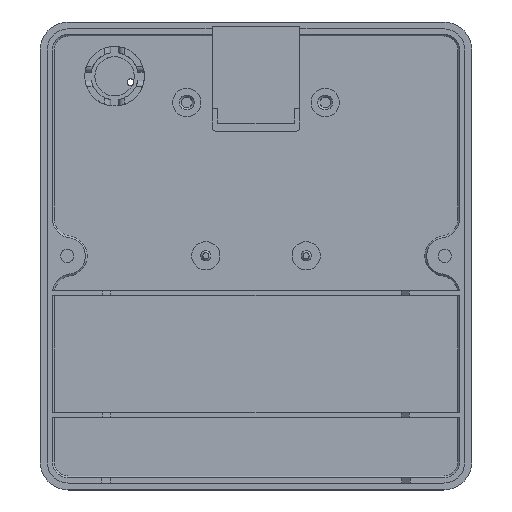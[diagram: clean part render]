
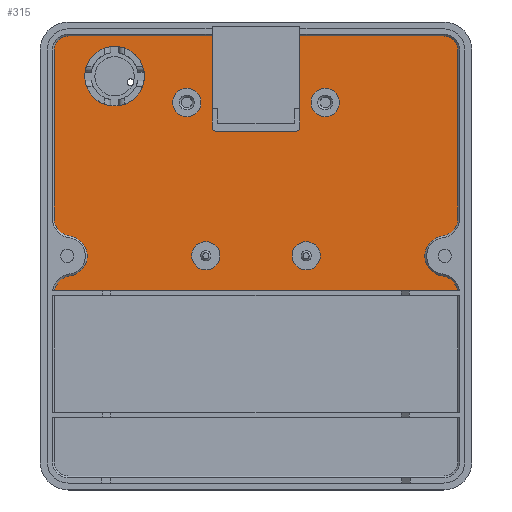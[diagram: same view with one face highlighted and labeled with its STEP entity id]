
A CAD part, top view. The second image highlights one B-rep face of the part: STEP entity #315.
In plain terms, the highlighted planar face has unit normal (0, 0, 1).
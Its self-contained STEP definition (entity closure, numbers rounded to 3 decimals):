
#315=ADVANCED_FACE('',(#1221,#1222,#1223,#1224,#1225,#1226),#506,.T.);
#506=PLANE('',#3494);
#669=LINE('',#5022,#972);
#670=LINE('',#5031,#973);
#671=LINE('',#5035,#974);
#672=LINE('',#5037,#975);
#673=LINE('',#5039,#976);
#674=LINE('',#5043,#977);
#675=LINE('',#5047,#978);
#676=LINE('',#5049,#979);
#677=LINE('',#5051,#980);
#678=LINE('',#5055,#981);
#972=VECTOR('',#3967,1.);
#973=VECTOR('',#3974,1.);
#974=VECTOR('',#3977,1.);
#975=VECTOR('',#3978,1.);
#976=VECTOR('',#3979,1.);
#977=VECTOR('',#3982,1.);
#978=VECTOR('',#3985,1.);
#979=VECTOR('',#3986,1.);
#980=VECTOR('',#3987,1.);
#981=VECTOR('',#3990,1.);
#1221=FACE_BOUND('',#1295,.T.);
#1222=FACE_BOUND('',#1296,.T.);
#1223=FACE_BOUND('',#1297,.T.);
#1224=FACE_BOUND('',#1298,.T.);
#1225=FACE_BOUND('',#1299,.T.);
#1226=FACE_BOUND('',#1300,.T.);
#1295=EDGE_LOOP('',(#1638));
#1296=EDGE_LOOP('',(#1639,#1640,#1641,#1642,#1643,#1644,#1645,#1646,#1647,
#1648,#1649,#1650,#1651,#1652,#1653,#1654,#1655,#1656,#1657,#1658));
#1297=EDGE_LOOP('',(#1659));
#1298=EDGE_LOOP('',(#1660));
#1299=EDGE_LOOP('',(#1661));
#1300=EDGE_LOOP('',(#1662));
#1638=ORIENTED_EDGE('',*,*,#2904,.F.);
#1639=ORIENTED_EDGE('',*,*,#2905,.T.);
#1640=ORIENTED_EDGE('',*,*,#2906,.T.);
#1641=ORIENTED_EDGE('',*,*,#2907,.T.);
#1642=ORIENTED_EDGE('',*,*,#2908,.T.);
#1643=ORIENTED_EDGE('',*,*,#2909,.T.);
#1644=ORIENTED_EDGE('',*,*,#2910,.T.);
#1645=ORIENTED_EDGE('',*,*,#2911,.T.);
#1646=ORIENTED_EDGE('',*,*,#2912,.F.);
#1647=ORIENTED_EDGE('',*,*,#2913,.T.);
#1648=ORIENTED_EDGE('',*,*,#2914,.T.);
#1649=ORIENTED_EDGE('',*,*,#2915,.T.);
#1650=ORIENTED_EDGE('',*,*,#2916,.T.);
#1651=ORIENTED_EDGE('',*,*,#2917,.T.);
#1652=ORIENTED_EDGE('',*,*,#2918,.F.);
#1653=ORIENTED_EDGE('',*,*,#2919,.T.);
#1654=ORIENTED_EDGE('',*,*,#2920,.T.);
#1655=ORIENTED_EDGE('',*,*,#2921,.T.);
#1656=ORIENTED_EDGE('',*,*,#2922,.T.);
#1657=ORIENTED_EDGE('',*,*,#2923,.T.);
#1658=ORIENTED_EDGE('',*,*,#2924,.T.);
#1659=ORIENTED_EDGE('',*,*,#2925,.F.);
#1660=ORIENTED_EDGE('',*,*,#2926,.F.);
#1661=ORIENTED_EDGE('',*,*,#2927,.F.);
#1662=ORIENTED_EDGE('',*,*,#2928,.F.);
#2578=VERTEX_POINT('',#5021);
#2579=VERTEX_POINT('',#5023);
#2580=VERTEX_POINT('',#5024);
#2581=VERTEX_POINT('',#5026);
#2582=VERTEX_POINT('',#5028);
#2583=VERTEX_POINT('',#5030);
#2584=VERTEX_POINT('',#5032);
#2585=VERTEX_POINT('',#5034);
#2586=VERTEX_POINT('',#5036);
#2587=VERTEX_POINT('',#5038);
#2588=VERTEX_POINT('',#5040);
#2589=VERTEX_POINT('',#5042);
#2590=VERTEX_POINT('',#5044);
#2591=VERTEX_POINT('',#5046);
#2592=VERTEX_POINT('',#5048);
#2593=VERTEX_POINT('',#5050);
#2594=VERTEX_POINT('',#5052);
#2595=VERTEX_POINT('',#5054);
#2596=VERTEX_POINT('',#5056);
#2597=VERTEX_POINT('',#5058);
#2598=VERTEX_POINT('',#5060);
#2599=VERTEX_POINT('',#5063);
#2600=VERTEX_POINT('',#5065);
#2601=VERTEX_POINT('',#5067);
#2602=VERTEX_POINT('',#5069);
#2904=EDGE_CURVE('',#2578,#2578,#3311,.T.);
#2905=EDGE_CURVE('',#2579,#2580,#669,.T.);
#2906=EDGE_CURVE('',#2580,#2581,#3312,.T.);
#2907=EDGE_CURVE('',#2581,#2582,#3313,.T.);
#2908=EDGE_CURVE('',#2582,#2583,#3314,.T.);
#2909=EDGE_CURVE('',#2583,#2584,#670,.T.);
#2910=EDGE_CURVE('',#2584,#2585,#3315,.T.);
#2911=EDGE_CURVE('',#2585,#2586,#671,.T.);
#2912=EDGE_CURVE('',#2587,#2586,#672,.T.);
#2913=EDGE_CURVE('',#2587,#2588,#673,.T.);
#2914=EDGE_CURVE('',#2588,#2589,#3316,.T.);
#2915=EDGE_CURVE('',#2589,#2590,#674,.T.);
#2916=EDGE_CURVE('',#2590,#2591,#3317,.T.);
#2917=EDGE_CURVE('',#2591,#2592,#675,.T.);
#2918=EDGE_CURVE('',#2593,#2592,#676,.T.);
#2919=EDGE_CURVE('',#2593,#2594,#677,.T.);
#2920=EDGE_CURVE('',#2594,#2595,#3318,.T.);
#2921=EDGE_CURVE('',#2595,#2596,#678,.T.);
#2922=EDGE_CURVE('',#2596,#2597,#3319,.T.);
#2923=EDGE_CURVE('',#2597,#2598,#3320,.T.);
#2924=EDGE_CURVE('',#2598,#2579,#3321,.T.);
#2925=EDGE_CURVE('',#2599,#2599,#3322,.T.);
#2926=EDGE_CURVE('',#2600,#2600,#3323,.T.);
#2927=EDGE_CURVE('',#2601,#2601,#3324,.T.);
#2928=EDGE_CURVE('',#2602,#2602,#3325,.T.);
#3311=CIRCLE('',#3479,7.375);
#3312=CIRCLE('',#3480,4.557);
#3313=CIRCLE('',#3481,4.943);
#3314=CIRCLE('',#3482,4.557);
#3315=CIRCLE('',#3483,3.557);
#3316=CIRCLE('',#3484,1.);
#3317=CIRCLE('',#3485,1.);
#3318=CIRCLE('',#3486,3.557);
#3319=CIRCLE('',#3487,4.557);
#3320=CIRCLE('',#3488,4.943);
#3321=CIRCLE('',#3489,4.557);
#3322=CIRCLE('',#3490,3.5);
#3323=CIRCLE('',#3491,3.5);
#3324=CIRCLE('',#3492,3.5);
#3325=CIRCLE('',#3493,3.5);
#3479=AXIS2_PLACEMENT_3D('',#5020,#3965,#3966);
#3480=AXIS2_PLACEMENT_3D('',#5025,#3968,#3969);
#3481=AXIS2_PLACEMENT_3D('',#5027,#3970,#3971);
#3482=AXIS2_PLACEMENT_3D('',#5029,#3972,#3973);
#3483=AXIS2_PLACEMENT_3D('',#5033,#3975,#3976);
#3484=AXIS2_PLACEMENT_3D('',#5041,#3980,#3981);
#3485=AXIS2_PLACEMENT_3D('',#5045,#3983,#3984);
#3486=AXIS2_PLACEMENT_3D('',#5053,#3988,#3989);
#3487=AXIS2_PLACEMENT_3D('',#5057,#3991,#3992);
#3488=AXIS2_PLACEMENT_3D('',#5059,#3993,#3994);
#3489=AXIS2_PLACEMENT_3D('',#5061,#3995,#3996);
#3490=AXIS2_PLACEMENT_3D('',#5062,#3997,#3998);
#3491=AXIS2_PLACEMENT_3D('',#5064,#3999,#4000);
#3492=AXIS2_PLACEMENT_3D('',#5066,#4001,#4002);
#3493=AXIS2_PLACEMENT_3D('',#5068,#4003,#4004);
#3494=AXIS2_PLACEMENT_3D('',#5070,#4005,#4006);
#3965=DIRECTION('',(0.,0.,1.));
#3966=DIRECTION('',(1.,0.,0.));
#3967=DIRECTION('',(1.,0.,0.));
#3968=DIRECTION('',(0.,0.,1.));
#3969=DIRECTION('',(1.,0.,0.));
#3970=DIRECTION('',(0.,0.,-1.));
#3971=DIRECTION('',(1.,0.,0.));
#3972=DIRECTION('',(0.,0.,1.));
#3973=DIRECTION('',(1.,0.,0.));
#3974=DIRECTION('',(0.,1.,0.));
#3975=DIRECTION('',(0.,0.,1.));
#3976=DIRECTION('',(1.,0.,0.));
#3977=DIRECTION('',(-1.,0.,0.));
#3978=DIRECTION('',(0.,1.,0.));
#3979=DIRECTION('',(0.,-1.,0.));
#3980=DIRECTION('',(0.,0.,-1.));
#3981=DIRECTION('',(1.,0.,0.));
#3982=DIRECTION('',(-1.,0.,0.));
#3983=DIRECTION('',(0.,0.,-1.));
#3984=DIRECTION('',(1.,0.,0.));
#3985=DIRECTION('',(0.,1.,0.));
#3986=DIRECTION('',(0.,-1.,0.));
#3987=DIRECTION('',(-1.,0.,0.));
#3988=DIRECTION('',(0.,0.,1.));
#3989=DIRECTION('',(1.,0.,0.));
#3990=DIRECTION('',(0.,-1.,0.));
#3991=DIRECTION('',(0.,0.,1.));
#3992=DIRECTION('',(1.,0.,0.));
#3993=DIRECTION('',(0.,0.,-1.));
#3994=DIRECTION('',(1.,0.,0.));
#3995=DIRECTION('',(0.,0.,1.));
#3996=DIRECTION('',(1.,0.,0.));
#3997=DIRECTION('',(0.,0.,1.));
#3998=DIRECTION('',(1.,0.,0.));
#3999=DIRECTION('',(0.,0.,1.));
#4000=DIRECTION('',(1.,0.,0.));
#4001=DIRECTION('',(0.,0.,1.));
#4002=DIRECTION('',(1.,0.,0.));
#4003=DIRECTION('',(0.,0.,1.));
#4004=DIRECTION('',(1.,0.,0.));
#4005=DIRECTION('',(0.,0.,1.));
#4006=DIRECTION('',(1.,0.,0.));
#5020=CARTESIAN_POINT('',(18.443,102.557,3.));
#5021=CARTESIAN_POINT('',(25.818,102.557,3.));
#5022=CARTESIAN_POINT('',(104.,49.4,3.));
#5023=CARTESIAN_POINT('',(3.516,49.4,3.));
#5024=CARTESIAN_POINT('',(103.484,49.4,3.));
#5025=CARTESIAN_POINT('',(99.,48.589,3.));
#5026=CARTESIAN_POINT('',(99.624,53.103,3.));
#5027=CARTESIAN_POINT('',(100.3,58.,3.));
#5028=CARTESIAN_POINT('',(99.624,62.897,3.));
#5029=CARTESIAN_POINT('',(99.,67.411,3.));
#5030=CARTESIAN_POINT('',(103.557,67.411,3.));
#5031=CARTESIAN_POINT('',(103.557,0.,3.));
#5032=CARTESIAN_POINT('',(103.557,109.,3.));
#5033=CARTESIAN_POINT('',(100.,109.,3.));
#5034=CARTESIAN_POINT('',(100.,112.557,3.));
#5035=CARTESIAN_POINT('',(0.,112.557,3.));
#5036=CARTESIAN_POINT('',(64.4,112.557,3.));
#5037=CARTESIAN_POINT('',(64.4,94.5,3.));
#5038=CARTESIAN_POINT('',(64.4,94.5,3.));
#5039=CARTESIAN_POINT('',(64.4,94.5,3.));
#5040=CARTESIAN_POINT('',(64.4,89.95,3.));
#5041=CARTESIAN_POINT('',(63.4,89.95,3.));
#5042=CARTESIAN_POINT('',(63.4,88.95,3.));
#5043=CARTESIAN_POINT('',(64.4,88.95,3.));
#5044=CARTESIAN_POINT('',(43.6,88.95,3.));
#5045=CARTESIAN_POINT('',(43.6,89.95,3.));
#5046=CARTESIAN_POINT('',(42.6,89.95,3.));
#5047=CARTESIAN_POINT('',(42.6,88.95,3.));
#5048=CARTESIAN_POINT('',(42.6,94.5,3.));
#5049=CARTESIAN_POINT('',(42.6,114.82,3.));
#5050=CARTESIAN_POINT('',(42.6,112.557,3.));
#5051=CARTESIAN_POINT('',(0.,112.557,3.));
#5052=CARTESIAN_POINT('',(7.,112.557,3.));
#5053=CARTESIAN_POINT('',(7.,109.,3.));
#5054=CARTESIAN_POINT('',(3.443,109.,3.));
#5055=CARTESIAN_POINT('',(3.443,0.,3.));
#5056=CARTESIAN_POINT('',(3.443,67.411,3.));
#5057=CARTESIAN_POINT('',(8.,67.411,3.));
#5058=CARTESIAN_POINT('',(7.376,62.897,3.));
#5059=CARTESIAN_POINT('',(6.7,58.,3.));
#5060=CARTESIAN_POINT('',(7.376,53.103,3.));
#5061=CARTESIAN_POINT('',(8.,48.589,3.));
#5062=CARTESIAN_POINT('',(70.655,96.044,3.));
#5063=CARTESIAN_POINT('',(74.155,96.044,3.));
#5064=CARTESIAN_POINT('',(65.93,58.045,3.));
#5065=CARTESIAN_POINT('',(69.43,58.045,3.));
#5066=CARTESIAN_POINT('',(41.07,58.045,3.));
#5067=CARTESIAN_POINT('',(44.57,58.045,3.));
#5068=CARTESIAN_POINT('',(36.345,96.044,3.));
#5069=CARTESIAN_POINT('',(39.845,96.044,3.));
#5070=CARTESIAN_POINT('',(0.,0.,3.));
